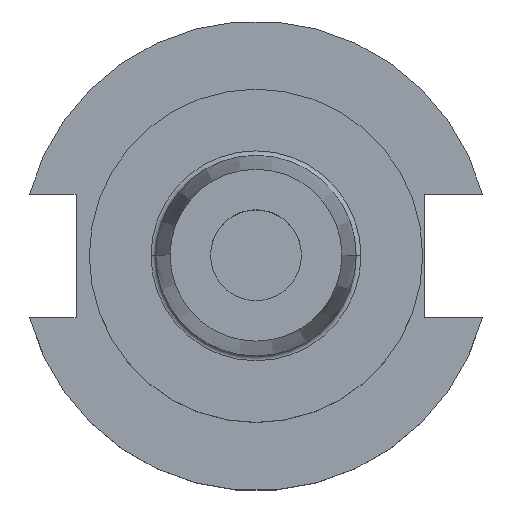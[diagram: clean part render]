
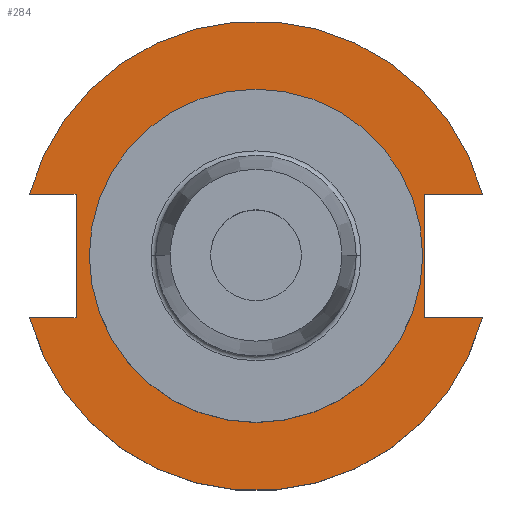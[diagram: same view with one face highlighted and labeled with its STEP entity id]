
A CAD part, top view. The second image highlights one B-rep face of the part: STEP entity #284.
In plain terms, the highlighted planar face has unit normal (0, 0, 1).
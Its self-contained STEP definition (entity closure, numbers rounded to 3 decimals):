
#14 = EDGE_CURVE ( 'NONE', #1091, #596, #918, .T. ) ;
#47 = EDGE_CURVE ( 'NONE', #529, #596, #198, .T. ) ;
#59 = VERTEX_POINT ( 'NONE', #1689 ) ;
#77 = CARTESIAN_POINT ( 'NONE',  ( -37.719, 12.954, 19.05 ) ) ;
#126 = ORIENTED_EDGE ( 'NONE', *, *, #1097, .F. ) ;
#181 = ORIENTED_EDGE ( 'NONE', *, *, #47, .T. ) ;
#198 = CIRCLE ( 'NONE', #1475, 49.212 ) ;
#202 = DIRECTION ( 'NONE',  ( 0., 0., 1. ) ) ;
#209 = CIRCLE ( 'NONE', #854, 49.212 ) ;
#223 = VECTOR ( 'NONE', #801, 1000. ) ;
#230 = ORIENTED_EDGE ( 'NONE', *, *, #14, .F. ) ;
#237 = CARTESIAN_POINT ( 'NONE',  ( 0., 0., 19.05 ) ) ;
#284 = ADVANCED_FACE ( 'NONE', ( #861, #816 ), #1297, .T. ) ;
#290 = VERTEX_POINT ( 'NONE', #1326 ) ;
#291 = VECTOR ( 'NONE', #1102, 1000. ) ;
#303 = CARTESIAN_POINT ( 'NONE',  ( -47.477, -12.954, 19.05 ) ) ;
#308 = EDGE_CURVE ( 'NONE', #618, #1645, #417, .T. ) ;
#339 = CARTESIAN_POINT ( 'NONE',  ( 0., 49.212, 19.05 ) ) ;
#350 = EDGE_CURVE ( 'NONE', #529, #59, #1049, .T. ) ;
#377 = DIRECTION ( 'NONE',  ( 0., 0., 1. ) ) ;
#378 = CIRCLE ( 'NONE', #1411, 34.925 ) ;
#413 = AXIS2_PLACEMENT_3D ( 'NONE', #339, #377, #1421 ) ;
#417 = CIRCLE ( 'NONE', #500, 34.925 ) ;
#488 = CARTESIAN_POINT ( 'NONE',  ( 47.477, 12.954, 19.05 ) ) ;
#500 = AXIS2_PLACEMENT_3D ( 'NONE', #1161, #1169, #1172 ) ;
#521 = CARTESIAN_POINT ( 'NONE',  ( 35.306, 12.954, 19.05 ) ) ;
#522 = ORIENTED_EDGE ( 'NONE', *, *, #350, .F. ) ;
#529 = VERTEX_POINT ( 'NONE', #488 ) ;
#556 = CARTESIAN_POINT ( 'NONE',  ( 35.306, 12.954, 19.05 ) ) ;
#596 = VERTEX_POINT ( 'NONE', #1281 ) ;
#618 = VERTEX_POINT ( 'NONE', #980 ) ;
#663 = ORIENTED_EDGE ( 'NONE', *, *, #1230, .T. ) ;
#677 = EDGE_CURVE ( 'NONE', #290, #1091, #719, .T. ) ;
#700 = ORIENTED_EDGE ( 'NONE', *, *, #308, .F. ) ;
#705 = CARTESIAN_POINT ( 'NONE',  ( 0., 0., 19.05 ) ) ;
#719 = LINE ( 'NONE', #77, #1032 ) ;
#743 = ORIENTED_EDGE ( 'NONE', *, *, #1682, .F. ) ;
#795 = CARTESIAN_POINT ( 'NONE',  ( -63.719, -12.954, 19.05 ) ) ;
#796 = ORIENTED_EDGE ( 'NONE', *, *, #677, .F. ) ;
#801 = DIRECTION ( 'NONE',  ( 1., 0., 0. ) ) ;
#816 = FACE_OUTER_BOUND ( 'NONE', #1436, .T. ) ;
#822 = DIRECTION ( 'NONE',  ( 0., 0., 1. ) ) ;
#852 = DIRECTION ( 'NONE',  ( 1., 0., 0. ) ) ;
#854 = AXIS2_PLACEMENT_3D ( 'NONE', #705, #822, #852 ) ;
#861 = FACE_BOUND ( 'NONE', #1379, .T. ) ;
#917 = DIRECTION ( 'NONE',  ( -1., 0., 0. ) ) ;
#918 = LINE ( 'NONE', #1270, #1636 ) ;
#937 = CARTESIAN_POINT ( 'NONE',  ( 35.306, -12.954, 19.05 ) ) ;
#960 = EDGE_CURVE ( 'NONE', #1273, #1400, #1389, .T. ) ;
#980 = CARTESIAN_POINT ( 'NONE',  ( 34.925, 0., 19.05 ) ) ;
#1017 = DIRECTION ( 'NONE',  ( 0., 1., 0. ) ) ;
#1032 = VECTOR ( 'NONE', #1017, 1000. ) ;
#1049 = LINE ( 'NONE', #521, #1410 ) ;
#1054 = DIRECTION ( 'NONE',  ( 1., 0., 0. ) ) ;
#1091 = VERTEX_POINT ( 'NONE', #1131 ) ;
#1097 = EDGE_CURVE ( 'NONE', #1645, #618, #378, .T. ) ;
#1102 = DIRECTION ( 'NONE',  ( 0., -1., 0. ) ) ;
#1131 = CARTESIAN_POINT ( 'NONE',  ( -37.719, 12.954, 19.05 ) ) ;
#1161 = CARTESIAN_POINT ( 'NONE',  ( 0., 0., 19.05 ) ) ;
#1169 = DIRECTION ( 'NONE',  ( 0., 0., 1. ) ) ;
#1172 = DIRECTION ( 'NONE',  ( 1., 0., 0. ) ) ;
#1186 = CARTESIAN_POINT ( 'NONE',  ( -34.925, 0., 19.05 ) ) ;
#1198 = EDGE_CURVE ( 'NONE', #59, #1273, #1683, .T. ) ;
#1230 = EDGE_CURVE ( 'NONE', #1443, #1400, #209, .T. ) ;
#1270 = CARTESIAN_POINT ( 'NONE',  ( -63.719, 12.954, 19.05 ) ) ;
#1273 = VERTEX_POINT ( 'NONE', #1360 ) ;
#1281 = CARTESIAN_POINT ( 'NONE',  ( -47.477, 12.954, 19.05 ) ) ;
#1297 = PLANE ( 'NONE',  #413 ) ;
#1320 = VECTOR ( 'NONE', #1054, 1000. ) ;
#1326 = CARTESIAN_POINT ( 'NONE',  ( -37.719, -12.954, 19.05 ) ) ;
#1360 = CARTESIAN_POINT ( 'NONE',  ( 35.306, -12.954, 19.05 ) ) ;
#1379 = EDGE_LOOP ( 'NONE', ( #700, #126 ) ) ;
#1389 = LINE ( 'NONE', #937, #223 ) ;
#1400 = VERTEX_POINT ( 'NONE', #1502 ) ;
#1402 = CARTESIAN_POINT ( 'NONE',  ( 0., 0., 19.05 ) ) ;
#1404 = DIRECTION ( 'NONE',  ( 0., 0., 1. ) ) ;
#1410 = VECTOR ( 'NONE', #1600, 1000. ) ;
#1411 = AXIS2_PLACEMENT_3D ( 'NONE', #1402, #1404, #1515 ) ;
#1421 = DIRECTION ( 'NONE',  ( 1., 0., 0. ) ) ;
#1436 = EDGE_LOOP ( 'NONE', ( #663, #1634, #1674, #522, #181, #230, #796, #743 ) ) ;
#1443 = VERTEX_POINT ( 'NONE', #303 ) ;
#1475 = AXIS2_PLACEMENT_3D ( 'NONE', #237, #202, #1605 ) ;
#1502 = CARTESIAN_POINT ( 'NONE',  ( 47.477, -12.954, 19.05 ) ) ;
#1515 = DIRECTION ( 'NONE',  ( 1., 0., 0. ) ) ;
#1600 = DIRECTION ( 'NONE',  ( -1., 0., 0. ) ) ;
#1605 = DIRECTION ( 'NONE',  ( 1., 0., 0. ) ) ;
#1634 = ORIENTED_EDGE ( 'NONE', *, *, #960, .F. ) ;
#1636 = VECTOR ( 'NONE', #917, 1000. ) ;
#1645 = VERTEX_POINT ( 'NONE', #1186 ) ;
#1674 = ORIENTED_EDGE ( 'NONE', *, *, #1198, .F. ) ;
#1682 = EDGE_CURVE ( 'NONE', #1443, #290, #1724, .T. ) ;
#1683 = LINE ( 'NONE', #556, #291 ) ;
#1689 = CARTESIAN_POINT ( 'NONE',  ( 35.306, 12.954, 19.05 ) ) ;
#1724 = LINE ( 'NONE', #795, #1320 ) ;
